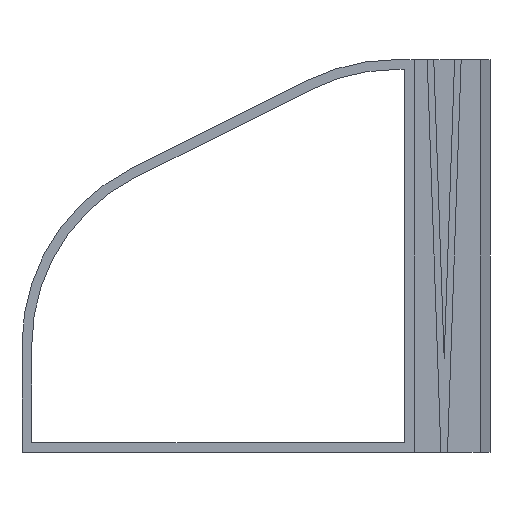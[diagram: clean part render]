
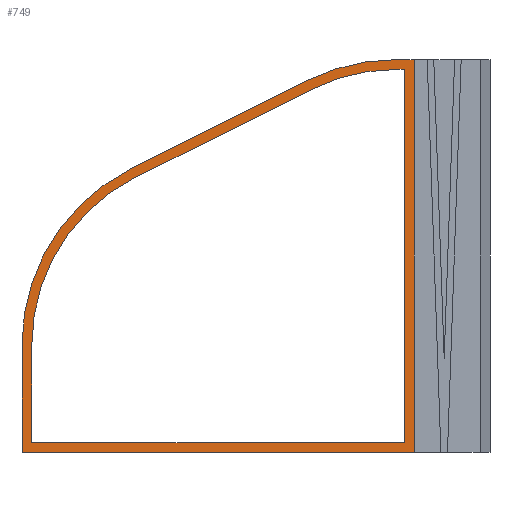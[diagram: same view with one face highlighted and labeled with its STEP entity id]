
A CAD part, left-side view. The second image highlights one B-rep face of the part: STEP entity #749.
In plain terms, the highlighted planar face has unit normal (-1, 0, 0).
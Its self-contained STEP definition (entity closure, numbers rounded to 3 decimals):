
#16=FACE_BOUND('',#81,.T.);
#18=CIRCLE('',#792,57.);
#20=CIRCLE('',#799,57.);
#22=CIRCLE('',#802,60.);
#24=CIRCLE('',#807,60.);
#41=FACE_OUTER_BOUND('',#80,.T.);
#80=EDGE_LOOP('',(#569,#570,#571,#572,#573,#574,#575));
#81=EDGE_LOOP('',(#576,#577,#578,#579,#580,#581,#582));
#109=LINE('',#1037,#209);
#113=LINE('',#1049,#213);
#116=LINE('',#1055,#216);
#119=LINE('',#1061,#219);
#122=LINE('',#1067,#222);
#128=LINE('',#1086,#228);
#135=LINE('',#1105,#235);
#161=LINE('',#1157,#261);
#162=LINE('',#1158,#262);
#163=LINE('',#1159,#263);
#209=VECTOR('',#841,10.);
#213=VECTOR('',#853,10.);
#216=VECTOR('',#858,10.);
#219=VECTOR('',#863,10.);
#222=VECTOR('',#868,10.);
#228=VECTOR('',#888,10.);
#235=VECTOR('',#905,10.);
#261=VECTOR('',#933,10.);
#262=VECTOR('',#934,10.);
#263=VECTOR('',#935,10.);
#309=VERTEX_POINT('',#1034);
#310=VERTEX_POINT('',#1036);
#312=VERTEX_POINT('',#1042);
#314=VERTEX_POINT('',#1048);
#316=VERTEX_POINT('',#1054);
#318=VERTEX_POINT('',#1060);
#320=VERTEX_POINT('',#1066);
#323=VERTEX_POINT('',#1076);
#324=VERTEX_POINT('',#1078);
#326=VERTEX_POINT('',#1084);
#331=VERTEX_POINT('',#1098);
#332=VERTEX_POINT('',#1100);
#333=VERTEX_POINT('',#1104);
#358=VERTEX_POINT('',#1156);
#381=EDGE_CURVE('',#310,#309,#109,.T.);
#384=EDGE_CURVE('',#312,#310,#18,.T.);
#387=EDGE_CURVE('',#314,#312,#113,.T.);
#390=EDGE_CURVE('',#316,#314,#116,.T.);
#393=EDGE_CURVE('',#318,#316,#119,.T.);
#396=EDGE_CURVE('',#320,#318,#122,.T.);
#399=EDGE_CURVE('',#309,#320,#20,.T.);
#402=EDGE_CURVE('',#323,#324,#22,.T.);
#406=EDGE_CURVE('',#326,#323,#128,.T.);
#413=EDGE_CURVE('',#331,#332,#24,.T.);
#415=EDGE_CURVE('',#332,#333,#135,.T.);
#441=EDGE_CURVE('',#358,#326,#161,.T.);
#442=EDGE_CURVE('',#333,#358,#162,.T.);
#443=EDGE_CURVE('',#324,#331,#163,.T.);
#569=ORIENTED_EDGE('',*,*,#402,.F.);
#570=ORIENTED_EDGE('',*,*,#406,.F.);
#571=ORIENTED_EDGE('',*,*,#441,.F.);
#572=ORIENTED_EDGE('',*,*,#442,.F.);
#573=ORIENTED_EDGE('',*,*,#415,.F.);
#574=ORIENTED_EDGE('',*,*,#413,.F.);
#575=ORIENTED_EDGE('',*,*,#443,.F.);
#576=ORIENTED_EDGE('',*,*,#381,.T.);
#577=ORIENTED_EDGE('',*,*,#399,.T.);
#578=ORIENTED_EDGE('',*,*,#396,.T.);
#579=ORIENTED_EDGE('',*,*,#393,.T.);
#580=ORIENTED_EDGE('',*,*,#390,.T.);
#581=ORIENTED_EDGE('',*,*,#387,.T.);
#582=ORIENTED_EDGE('',*,*,#384,.T.);
#711=PLANE('',#809);
#749=ADVANCED_FACE('',(#41,#16),#711,.F.);
#792=AXIS2_PLACEMENT_3D('',#1043,#847,#848);
#799=AXIS2_PLACEMENT_3D('',#1071,#874,#875);
#802=AXIS2_PLACEMENT_3D('',#1079,#881,#882);
#807=AXIS2_PLACEMENT_3D('',#1101,#900,#901);
#809=AXIS2_PLACEMENT_3D('',#1155,#931,#932);
#841=DIRECTION('',(0.,-0.894,0.447));
#847=DIRECTION('center_axis',(1.,0.,0.));
#848=DIRECTION('ref_axis',(0.,0.447,0.894));
#853=DIRECTION('',(0.,0.,1.));
#858=DIRECTION('',(0.,1.,0.));
#863=DIRECTION('',(0.,0.,-1.));
#868=DIRECTION('',(0.,-1.,0.));
#874=DIRECTION('center_axis',(1.,0.,0.));
#875=DIRECTION('ref_axis',(0.,0.,1.));
#881=DIRECTION('center_axis',(1.,0.,0.));
#882=DIRECTION('ref_axis',(0.,0.851,0.526));
#888=DIRECTION('',(0.,0.,1.));
#900=DIRECTION('center_axis',(1.,0.,0.));
#901=DIRECTION('ref_axis',(0.,0.23,0.973));
#905=DIRECTION('',(0.,-1.,0.));
#931=DIRECTION('center_axis',(1.,0.,0.));
#932=DIRECTION('ref_axis',(0.,-1.,0.));
#933=DIRECTION('',(0.,1.,0.));
#934=DIRECTION('',(0.,0.,-1.));
#935=DIRECTION('',(0.,-0.894,0.447));
#1034=CARTESIAN_POINT('',(3.,51.327,110.982));
#1036=CARTESIAN_POINT('',(3.,105.491,83.9));
#1037=CARTESIAN_POINT('',(3.,112.075,80.609));
#1042=CARTESIAN_POINT('',(3.,137.,32.918));
#1043=CARTESIAN_POINT('Origin',(3.,80.,32.918));
#1048=CARTESIAN_POINT('',(3.,137.,3.));
#1049=CARTESIAN_POINT('',(3.,137.,61.5));
#1054=CARTESIAN_POINT('',(3.,23.19,3.));
#1055=CARTESIAN_POINT('',(3.,81.595,3.));
#1060=CARTESIAN_POINT('',(3.,23.19,117.));
#1061=CARTESIAN_POINT('',(3.,23.19,118.5));
#1066=CARTESIAN_POINT('',(3.,25.836,117.));
#1067=CARTESIAN_POINT('',(3.,82.918,117.));
#1071=CARTESIAN_POINT('Origin',(3.,25.836,60.));
#1076=CARTESIAN_POINT('',(3.,140.,32.918));
#1078=CARTESIAN_POINT('',(3.,106.833,86.584));
#1079=CARTESIAN_POINT('Origin',(3.,80.,32.918));
#1084=CARTESIAN_POINT('',(3.,140.,0.));
#1086=CARTESIAN_POINT('',(3.,140.,60.));
#1098=CARTESIAN_POINT('',(3.,52.669,113.666));
#1100=CARTESIAN_POINT('',(3.,25.836,120.));
#1101=CARTESIAN_POINT('Origin',(3.,25.836,60.));
#1104=CARTESIAN_POINT('',(3.,20.19,120.));
#1105=CARTESIAN_POINT('',(3.,90.,120.));
#1155=CARTESIAN_POINT('Origin',(3.,140.,120.));
#1156=CARTESIAN_POINT('',(3.,20.19,0.));
#1157=CARTESIAN_POINT('',(3.,70.,0.));
#1158=CARTESIAN_POINT('',(3.,20.19,120.));
#1159=CARTESIAN_POINT('',(3.,130.,75.));
